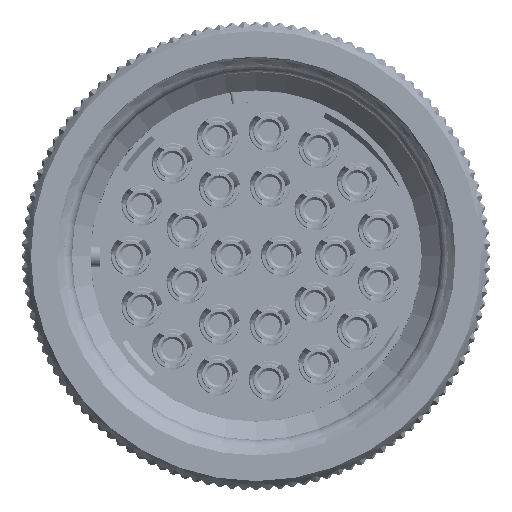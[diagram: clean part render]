
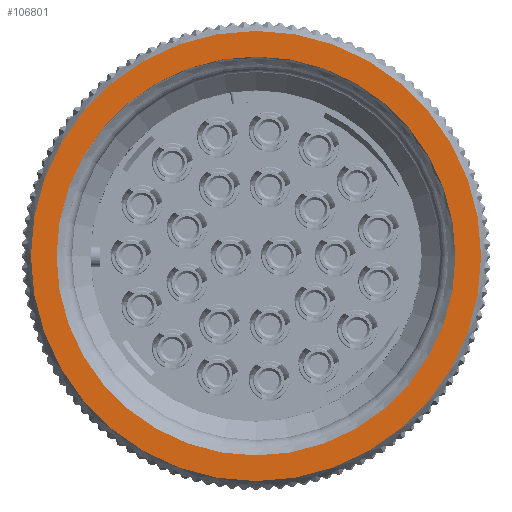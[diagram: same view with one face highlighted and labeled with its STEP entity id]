
A CAD part, left-side view. The second image highlights one B-rep face of the part: STEP entity #106801.
In plain terms, the highlighted planar face has unit normal (-1, 0, 0).
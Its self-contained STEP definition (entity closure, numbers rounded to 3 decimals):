
#53=CARTESIAN_POINT('',(0.,0.,0.));
#54=DIRECTION('',(1.,0.,0.));
#55=DIRECTION('',(0.,1.,0.));
#56=AXIS2_PLACEMENT_3D('',#53,#54,#55);
#206=CARTESIAN_POINT('',(0.,0.,0.));
#207=DIRECTION('',(-1.,0.,0.));
#208=DIRECTION('',(0.,1.,0.));
#209=AXIS2_PLACEMENT_3D('',#206,#207,#208);
#253=CARTESIAN_POINT('',(0.,0.,0.));
#254=DIRECTION('',(-1.,0.,0.));
#255=DIRECTION('',(0.,1.,0.));
#256=AXIS2_PLACEMENT_3D('',#253,#254,#255);
#258=CARTESIAN_POINT('',(0.,0.,0.));
#259=DIRECTION('',(1.,0.,0.));
#260=DIRECTION('',(0.,1.,0.));
#261=AXIS2_PLACEMENT_3D('',#258,#259,#260);
#92484=CARTESIAN_POINT('',(0.,14.673,0.));
#92485=CARTESIAN_POINT('',(0.,-14.673,0.));
#92486=VERTEX_POINT('',#92484);
#92487=VERTEX_POINT('',#92485);
#92488=CARTESIAN_POINT('',(0.,13.,0.));
#92489=CARTESIAN_POINT('',(0.,-13.,0.));
#92490=VERTEX_POINT('',#92488);
#92491=VERTEX_POINT('',#92489);
#106786=CARTESIAN_POINT('',(0.,0.,0.));
#106787=DIRECTION('',(1.,0.,0.));
#106788=DIRECTION('',(0.,-1.,0.));
#106789=AXIS2_PLACEMENT_3D('',#106786,#106787,#106788);
#106790=PLANE('279',#106789);
#106792=ORIENTED_EDGE('7503',*,*,#106791,.F.);
#106794=ORIENTED_EDGE('7485',*,*,#106793,.T.);
#106795=EDGE_LOOP('279',(#106792,#106794));
#106796=FACE_OUTER_BOUND('279',#106795,.F.);
#106797=ORIENTED_EDGE('7563',*,*,#106583,.F.);
#106798=ORIENTED_EDGE('7486',*,*,#106768,.T.);
#106799=EDGE_LOOP('279',(#106797,#106798));
#106800=FACE_BOUND('279',#106799,.F.);
#57=CIRCLE('7563',#56,13.);
#210=CIRCLE('7486',#209,13.);
#257=CIRCLE('7503',#256,14.673);
#262=CIRCLE('7485',#261,14.673);
#106583=EDGE_CURVE('7563',#92490,#92491,#57,.T.);
#106768=EDGE_CURVE('7486',#92490,#92491,#210,.T.);
#106791=EDGE_CURVE('7503',#92486,#92487,#257,.T.);
#106793=EDGE_CURVE('7485',#92486,#92487,#262,.T.);
#106801=ADVANCED_FACE('279',(#106796,#106800),#106790,.F.);
